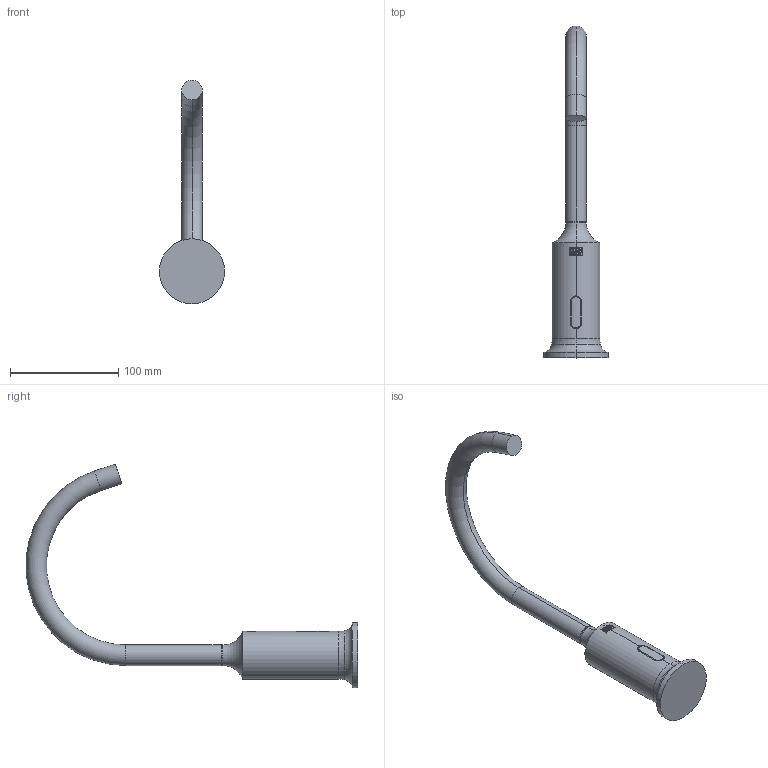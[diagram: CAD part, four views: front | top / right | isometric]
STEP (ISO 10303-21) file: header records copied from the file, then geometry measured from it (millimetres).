
FILE_DESCRIPTION (( 'STEP AP214' ), '1' );
FILE_NAME ('44521809-01.STEP', '2021-11-29T11:43:18', ( '' ), ( '' ), 'SwSTEP 2.0', 'SolidWorks 2020', '' );
FILE_SCHEMA (( 'AUTOMOTIVE_DESIGN' ));
Length unit declared in the file: millimetre
Products named in the file (5): 44521809-01; Planungsmodell_Ring-+-09.28.10.166-1; Auslauf-+-09.28.22.371-01_K001_PDB_092822371-00; Koerper-+-09.19.80.026-01_K001_PDB_091980026-00; Infrarot Sensorik-+-09.10.01.247.90_Nur Sensor
Assembly tree (4 placements, depth 2):
  44521809-01
    Koerper-+-09.19.80.026-01_K001_PDB_091980026-00
    Auslauf-+-09.28.22.371-01_K001_PDB_092822371-00
    Planungsmodell_Ring-+-09.28.10.166-1
    Infrarot Sensorik-+-09.10.01.247.90_Nur Sensor
Bounding box: 60 x 305.95 x 206.18 mm (x, y, z)
Volume: 272928.2 mm3; surface area: 50474.7 mm2
Topology: 3 solids, 7 shells, 236 faces, 607 edges, 396 vertices
Faces by surface type: plane 142, bspline 42, cylinder 38, torus 8, cone 6
Entity records: 10458 total; most frequent: CARTESIAN_POINT 3475, ORIENTED_EDGE 1163, DIRECTION 956, EDGE_CURVE 601, VERTEX_POINT 396, LINE 376, VECTOR 376, AXIS2_PLACEMENT_3D 290
